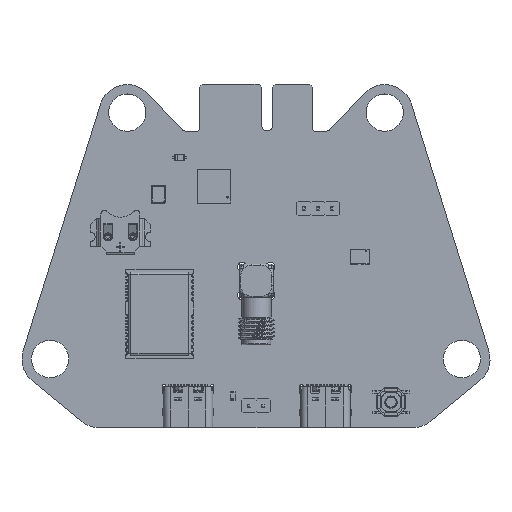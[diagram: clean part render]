
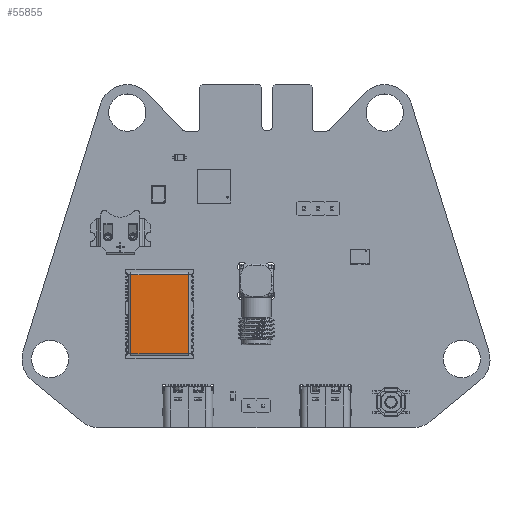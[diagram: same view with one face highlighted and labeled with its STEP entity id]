
A CAD part, top view. The second image highlights one B-rep face of the part: STEP entity #55855.
In plain terms, the highlighted face is planar.
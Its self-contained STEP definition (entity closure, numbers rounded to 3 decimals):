
#55106 = VERTEX_POINT('',#55107);
#55107 = CARTESIAN_POINT('',(-5.2,2.6,-7.1));
#55123 = VERTEX_POINT('',#55124);
#55124 = CARTESIAN_POINT('',(-5.2,2.6,7.1));
#55131 = EDGE_CURVE('',#55106,#55123,#55132,.T.);
#55132 = LINE('',#55133,#55134);
#55133 = CARTESIAN_POINT('',(-5.2,2.6,-7.293));
#55134 = VECTOR('',#55135,1.);
#55135 = DIRECTION('',(-0.,0.,1.));
#55384 = VERTEX_POINT('',#55385);
#55385 = CARTESIAN_POINT('',(5.2,2.6,-7.1));
#55394 = EDGE_CURVE('',#55395,#55384,#55397,.T.);
#55395 = VERTEX_POINT('',#55396);
#55396 = CARTESIAN_POINT('',(5.2,2.6,7.1));
#55397 = LINE('',#55398,#55399);
#55398 = CARTESIAN_POINT('',(5.2,2.6,7.293));
#55399 = VECTOR('',#55400,1.);
#55400 = DIRECTION('',(-0.,0.,-1.));
#55855 = ADVANCED_FACE('',(#55856),#55872,.F.);
#55856 = FACE_BOUND('',#55857,.T.);
#55857 = EDGE_LOOP('',(#55858,#55864,#55865,#55871));
#55858 = ORIENTED_EDGE('',*,*,#55859,.T.);
#55859 = EDGE_CURVE('',#55123,#55395,#55860,.T.);
#55860 = LINE('',#55861,#55862);
#55861 = CARTESIAN_POINT('',(-5.393,2.6,7.1));
#55862 = VECTOR('',#55863,1.);
#55863 = DIRECTION('',(1.,0.,0.));
#55864 = ORIENTED_EDGE('',*,*,#55394,.T.);
#55865 = ORIENTED_EDGE('',*,*,#55866,.T.);
#55866 = EDGE_CURVE('',#55384,#55106,#55867,.T.);
#55867 = LINE('',#55868,#55869);
#55868 = CARTESIAN_POINT('',(5.393,2.6,-7.1));
#55869 = VECTOR('',#55870,1.);
#55870 = DIRECTION('',(-1.,0.,0.));
#55871 = ORIENTED_EDGE('',*,*,#55131,.T.);
#55872 = PLANE('',#55873);
#55873 = AXIS2_PLACEMENT_3D('',#55874,#55875,#55876);
#55874 = CARTESIAN_POINT('',(0.,2.6,0.));
#55875 = DIRECTION('',(0.,-1.,0.));
#55876 = DIRECTION('',(0.,-0.,-1.));
